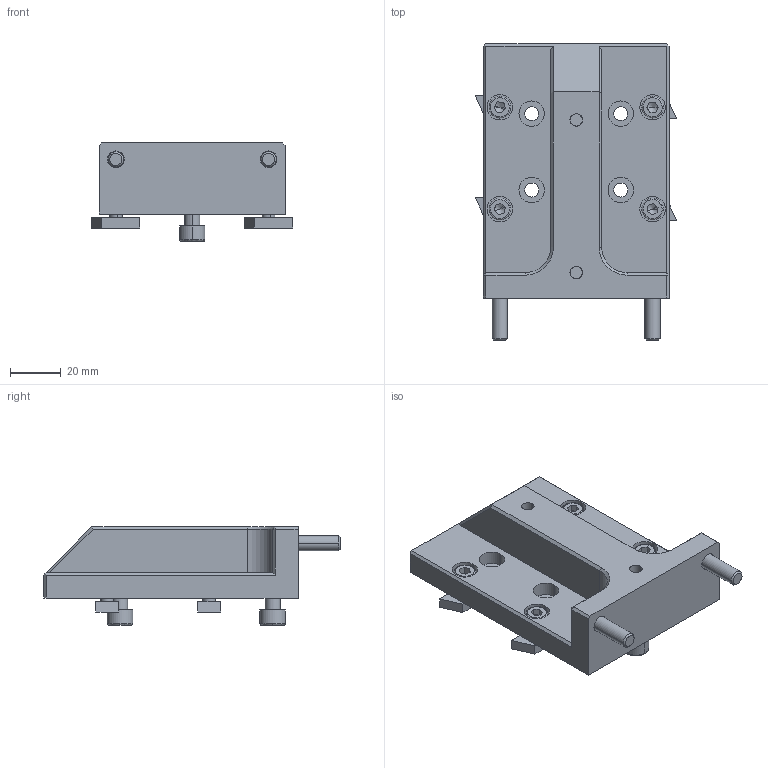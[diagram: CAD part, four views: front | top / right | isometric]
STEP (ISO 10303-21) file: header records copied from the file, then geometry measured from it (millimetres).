
FILE_DESCRIPTION (( 'STEP AP203' ), '1' );
FILE_NAME ('A-AK-0026.step', '2022-04-11T16:39:23', ( '' ), ( '' ), 'SwSTEP 2.0', 'SolidWorks 2021', '' );
FILE_SCHEMA (( 'CONFIG_CONTROL_DESIGN' ));
Length unit declared in the file: millimetre
Products named in the file (1): A-AK-0026
Bounding box: 79.02 x 116.6 x 38.7 mm (x, y, z)
Volume: 116065 mm3; surface area: 32860.4 mm2
Topology: 13 solids, 13 shells, 289 faces, 721 edges, 466 vertices
Faces by surface type: plane 137, cylinder 86, cone 34, bspline 32
Entity records: 10292 total; most frequent: CARTESIAN_POINT 3425, ORIENTED_EDGE 1410, DIRECTION 1397, EDGE_CURVE 705, AXIS2_PLACEMENT_3D 530, VERTEX_POINT 466, EDGE_LOOP 345, LINE 337
